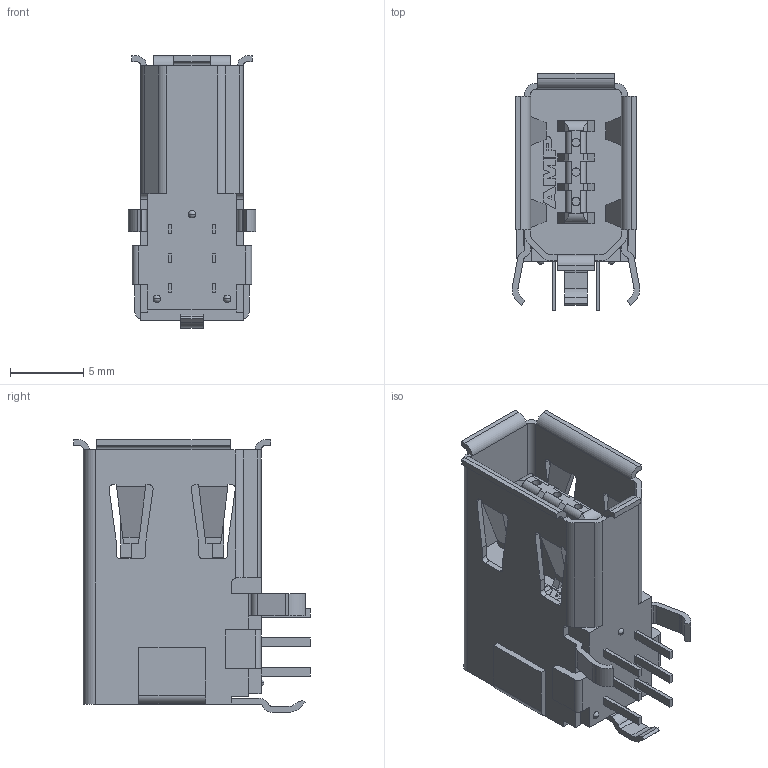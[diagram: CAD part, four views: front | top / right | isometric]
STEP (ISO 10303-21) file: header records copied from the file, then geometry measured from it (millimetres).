
FILE_DESCRIPTION(('STEP AP242'),'1');
FILE_NAME('5787956-1.stp','2021-02-23T05:53:32',('TraceParts'),('TraceParts S.A.'),'Spatial InterOp 3D',' ',' ');
FILE_SCHEMA(('AP242_MANAGED_MODEL_BASED_3D_ENGINEERING_MIM_LF {1 0 10303 442 1 1 4}'));
Length unit declared in the file: millimetre
Products named in the file (1): 5787956-1
Bounding box: 8.7 x 16.12 x 18.56 mm (x, y, z)
Volume: 952.6 mm3; surface area: 1396.2 mm2
Topology: 1 solids, 1 shells, 378 faces, 1031 edges, 665 vertices
Faces by surface type: plane 272, cylinder 82, bspline 16, sphere 6, extrusion 2
Entity records: 12046 total; most frequent: CARTESIAN_POINT 2455, ORIENTED_EDGE 2050, DIRECTION 1891, EDGE_CURVE 1025, VECTOR 817, LINE 815, VERTEX_POINT 665, AXIS2_PLACEMENT_3D 537
